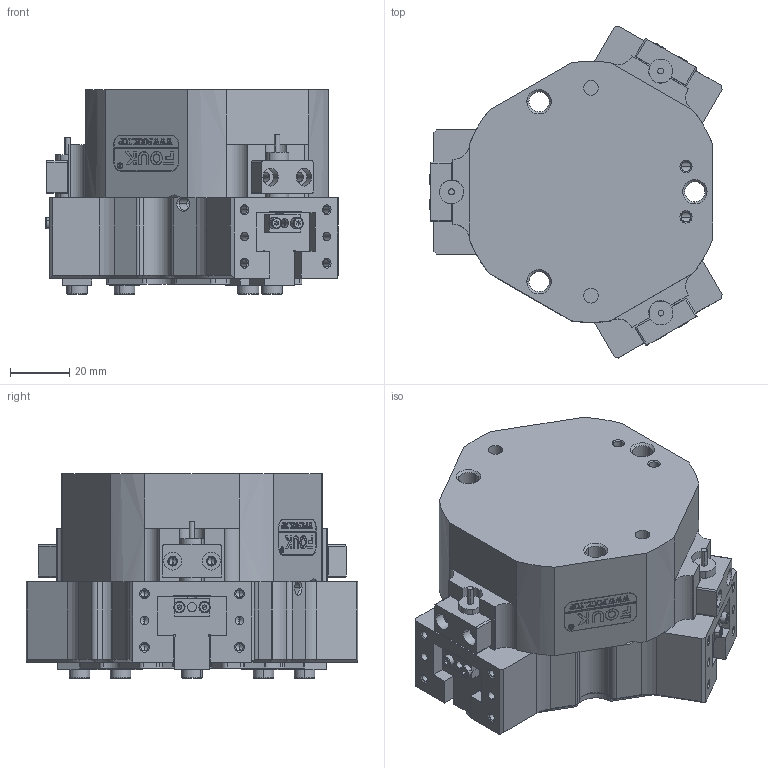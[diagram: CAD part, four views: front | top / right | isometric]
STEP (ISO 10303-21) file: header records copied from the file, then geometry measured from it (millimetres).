
FILE_DESCRIPTION (( 'STEP AP203' ), '1' );
FILE_NAME ('TZ55-113-L.STEP', '2024-11-27T07:57:05', ( 'USER-' ), ( 'Microsoft' ), 'SwSTEP 2.0', 'SolidWorks 2018', '' );
FILE_SCHEMA (( 'CONFIG_CONTROL_DESIGN' ));
Length unit declared in the file: millimetre
Products named in the file (18): TZ55-113-L杅耀.sldasm-Part-6; TZ55-113-L杅耀.sldasm-Part-21; TZ55-113-L杅耀.sldasm-Part-24; TZ55-113-L杅耀.sldasm-Part-28; TZ55-113-L杅耀.sldasm-Part-7; TZ55-113-L杅耀.sldasm-Part-3; TZ55-113-L杅耀.sldasm-Part-12; 埴翐芛_GB_FASTENER_SCREWS_HSHCS M2X8-N; 25x12-R3; TZ55-113-L杅耀.sldasm-Part-8; TZ55-113-L杅耀.sldasm-Part-22; TZ55-113-L; 揤輸蚾饜极; 揤輸杅耀.sldasm-Part-9; TZ55-113-L杅耀.sldasm-Part-5; TZ55-113-L杅耀.sldasm-Part-1; TZ55-113-L杅耀.sldasm-Part-20; TZ55-113-L杅耀.sldasm-Part-19
Assembly tree (24 placements, depth 3):
  TZ55-113-L
    TZ55-113-L杅耀.sldasm-Part-1
    TZ55-113-L杅耀.sldasm-Part-3
    TZ55-113-L杅耀.sldasm-Part-5
    TZ55-113-L杅耀.sldasm-Part-6
    TZ55-113-L杅耀.sldasm-Part-7  x2
    TZ55-113-L杅耀.sldasm-Part-8
    TZ55-113-L杅耀.sldasm-Part-12
    TZ55-113-L杅耀.sldasm-Part-19
    TZ55-113-L杅耀.sldasm-Part-20
    TZ55-113-L杅耀.sldasm-Part-21  x2
    TZ55-113-L杅耀.sldasm-Part-22
    TZ55-113-L杅耀.sldasm-Part-24
    TZ55-113-L杅耀.sldasm-Part-28  x3
    揤輸蚾饜极  x3
      揤輸杅耀.sldasm-Part-9
      埴翐芛_GB_FASTENER_SCREWS_HSHCS M2X8-N
    25x12-R3
Bounding box: 98.49 x 111.8 x 69 mm (x, y, z)
Volume: 377601.3 mm3; surface area: 81644 mm2
Topology: 27 solids, 30 shells, 1521 faces, 3865 edges, 2423 vertices
Faces by surface type: plane 635, cylinder 441, cone 278, bspline 155, torus 12
Entity records: 43800 total; most frequent: CARTESIAN_POINT 12747, ORIENTED_EDGE 6108, DIRECTION 5800, EDGE_CURVE 3054, AXIS2_PLACEMENT_3D 1983, VERTEX_POINT 1962, VECTOR 1834, LINE 1834
